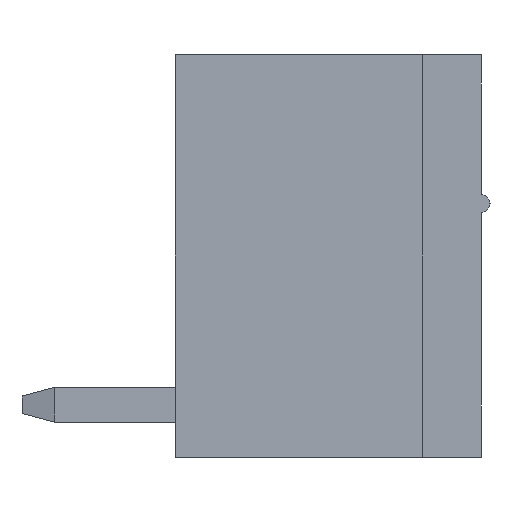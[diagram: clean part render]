
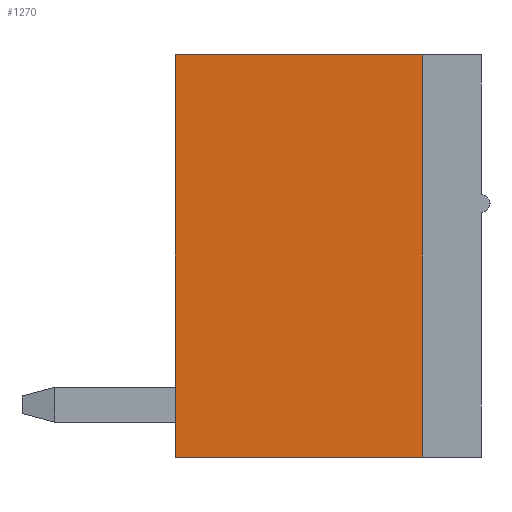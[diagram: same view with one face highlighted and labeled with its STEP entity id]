
A CAD part, left-side view. The second image highlights one B-rep face of the part: STEP entity #1270.
In plain terms, the highlighted planar face has unit normal (-1, 0, 0).
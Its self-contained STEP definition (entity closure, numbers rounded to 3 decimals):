
#1270 = ADVANCED_FACE( '', ( #2763 ), #2764, .T. );
#2763 = FACE_OUTER_BOUND( '', #4568, .T. );
#2764 = PLANE( '', #4569 );
#4568 = EDGE_LOOP( '', ( #7851, #7852, #7853, #7854 ) );
#4569 = AXIS2_PLACEMENT_3D( '', #7855, #7856, #7857 );
#7851 = ORIENTED_EDGE( '', *, *, #12294, .T. );
#7852 = ORIENTED_EDGE( '', *, *, #12295, .T. );
#7853 = ORIENTED_EDGE( '', *, *, #12296, .T. );
#7854 = ORIENTED_EDGE( '', *, *, #12297, .T. );
#7855 = CARTESIAN_POINT( '', ( -28.055, 0., 0. ) );
#7856 = DIRECTION( '', ( -1., 0., 0. ) );
#7857 = DIRECTION( '', ( 0., 0., 1. ) );
#12294 = EDGE_CURVE( '', #15255, #15256, #15257, .T. );
#12295 = EDGE_CURVE( '', #15256, #15258, #15259, .T. );
#12296 = EDGE_CURVE( '', #15258, #15260, #15261, .T. );
#12297 = EDGE_CURVE( '', #15260, #15255, #15262, .T. );
#15255 = VERTEX_POINT( '', #19568 );
#15256 = VERTEX_POINT( '', #19569 );
#15257 = LINE( '', #19570, #19571 );
#15258 = VERTEX_POINT( '', #19572 );
#15259 = LINE( '', #19573, #19574 );
#15260 = VERTEX_POINT( '', #19575 );
#15261 = LINE( '', #19576, #19577 );
#15262 = LINE( '', #19578, #19579 );
#19568 = CARTESIAN_POINT( '', ( -28.055, -2.15, -4.6 ) );
#19569 = CARTESIAN_POINT( '', ( -28.055, -2.15, 4.6 ) );
#19570 = CARTESIAN_POINT( '', ( -28.055, -2.15, -4.6 ) );
#19571 = VECTOR( '', #22454, 1000. );
#19572 = CARTESIAN_POINT( '', ( -28.055, 3.5, 4.6 ) );
#19573 = CARTESIAN_POINT( '', ( -28.055, -2.15, 4.6 ) );
#19574 = VECTOR( '', #22455, 1000. );
#19575 = CARTESIAN_POINT( '', ( -28.055, 3.5, -4.6 ) );
#19576 = CARTESIAN_POINT( '', ( -28.055, 3.5, 4.6 ) );
#19577 = VECTOR( '', #22456, 1000. );
#19578 = CARTESIAN_POINT( '', ( -28.055, 3.5, -4.6 ) );
#19579 = VECTOR( '', #22457, 1000. );
#22454 = DIRECTION( '', ( 0., 0., 1. ) );
#22455 = DIRECTION( '', ( 0., 1., 0. ) );
#22456 = DIRECTION( '', ( 0., 0., -1. ) );
#22457 = DIRECTION( '', ( 0., -1., 0. ) );
